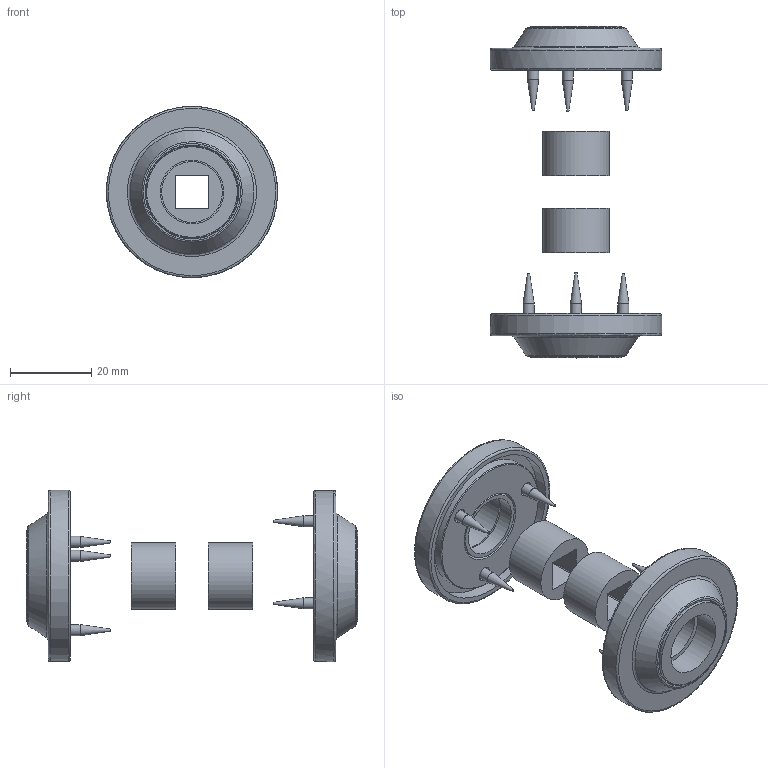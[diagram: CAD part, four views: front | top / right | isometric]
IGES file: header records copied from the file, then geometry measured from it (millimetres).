
Global section: file name: P8004; native system: Autodesk Inventor 2018; preprocessor: unknown; author: adaniels; date: 20190708.082529; units: millimetre
Bounding box: 42.25 x 81.88 x 42.25 mm (x, y, z)
Volume: 18794.4 mm3; surface area: 17833.3 mm2
Topology: 14 solids, 14 shells, 218 faces, 576 edges, 404 vertices
Faces by surface type: bspline 218
